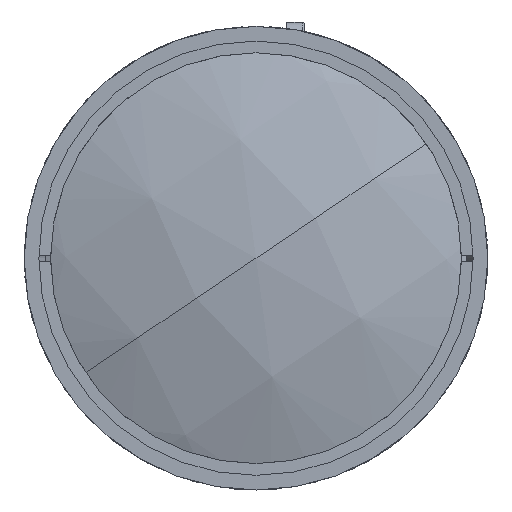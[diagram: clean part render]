
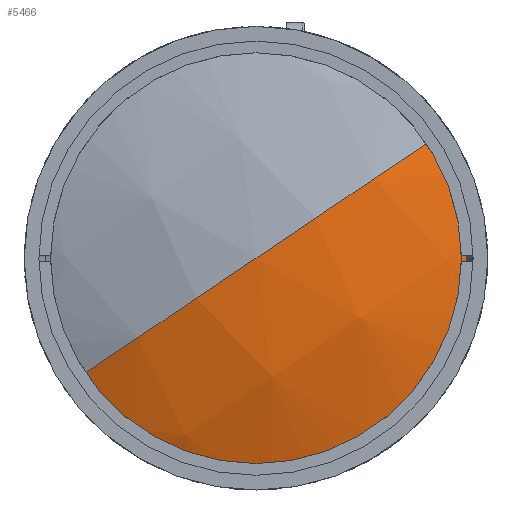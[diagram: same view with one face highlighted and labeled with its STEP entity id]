
A CAD part, left-side view. The second image highlights one B-rep face of the part: STEP entity #5466.
In plain terms, the highlighted spherical face has radius 102.234 mm.
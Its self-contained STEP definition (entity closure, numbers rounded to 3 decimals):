
#264 = CIRCLE ( 'NONE', #19247, 36. ) ;
#1490 = ORIENTED_EDGE ( 'NONE', *, *, #4037, .F. ) ;
#2823 = EDGE_CURVE ( 'NONE', #7975, #8167, #15343, .T. ) ;
#3060 = VERTEX_POINT ( 'NONE', #9353 ) ;
#4037 = EDGE_CURVE ( 'NONE', #3060, #8167, #20135, .T. ) ;
#4184 = DIRECTION ( 'NONE',  ( 0., 0.558, 0.83 ) ) ;
#5140 = CARTESIAN_POINT ( 'NONE',  ( 103.234, 0., 0. ) ) ;
#5466 = ADVANCED_FACE ( 'NONE', ( #15751 ), #19765, .T. ) ;
#6592 = DIRECTION ( 'NONE',  ( -1., 0., 0. ) ) ;
#6833 = DIRECTION ( 'NONE',  ( 0., -0.83, 0.558 ) ) ;
#7100 = AXIS2_PLACEMENT_3D ( 'NONE', #19120, #8836, #20841 ) ;
#7975 = VERTEX_POINT ( 'NONE', #19382 ) ;
#8167 = VERTEX_POINT ( 'NONE', #21174 ) ;
#8836 = DIRECTION ( 'NONE',  ( 0., -0.558, -0.83 ) ) ;
#9353 = CARTESIAN_POINT ( 'NONE',  ( 7.548, 29.871, -20.093 ) ) ;
#12711 = DIRECTION ( 'NONE',  ( 0., -0.83, 0.558 ) ) ;
#15343 = CIRCLE ( 'NONE', #7100, 102.234 ) ;
#15433 = ORIENTED_EDGE ( 'NONE', *, *, #16128, .T. ) ;
#15751 = FACE_OUTER_BOUND ( 'NONE', #20000, .T. ) ;
#16128 = EDGE_CURVE ( 'NONE', #3060, #7975, #264, .T. ) ;
#16870 = CARTESIAN_POINT ( 'NONE',  ( 7.548, 0., 0. ) ) ;
#17117 = DIRECTION ( 'NONE',  ( 0., 0.558, 0.83 ) ) ;
#17868 = CARTESIAN_POINT ( 'NONE',  ( 103.234, 0., 0. ) ) ;
#18596 = DIRECTION ( 'NONE',  ( 0., 0.558, 0.83 ) ) ;
#19120 = CARTESIAN_POINT ( 'NONE',  ( 103.234, 0., 0. ) ) ;
#19247 = AXIS2_PLACEMENT_3D ( 'NONE', #16870, #6592, #18596 ) ;
#19382 = CARTESIAN_POINT ( 'NONE',  ( 7.548, -29.871, 20.093 ) ) ;
#19458 = ORIENTED_EDGE ( 'NONE', *, *, #2823, .T. ) ;
#19765 = SPHERICAL_SURFACE ( 'NONE', #19920, 102.234 ) ;
#19920 = AXIS2_PLACEMENT_3D ( 'NONE', #17868, #4184, #12711 ) ;
#20000 = EDGE_LOOP ( 'NONE', ( #1490, #15433, #19458 ) ) ;
#20135 = CIRCLE ( 'NONE', #21210, 102.234 ) ;
#20841 = DIRECTION ( 'NONE',  ( 0., 0.83, -0.558 ) ) ;
#21174 = CARTESIAN_POINT ( 'NONE',  ( 1., 0., 0. ) ) ;
#21210 = AXIS2_PLACEMENT_3D ( 'NONE', #5140, #17117, #6833 ) ;
